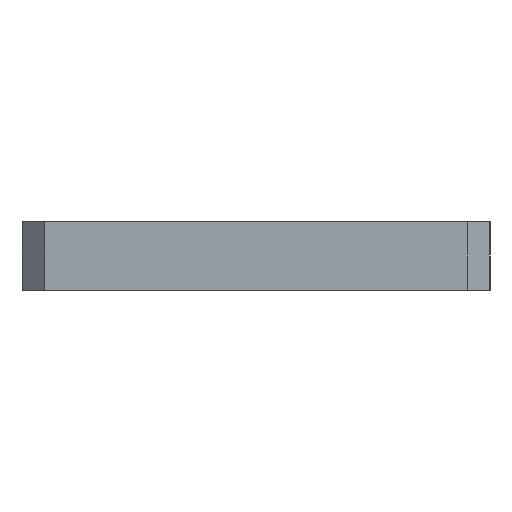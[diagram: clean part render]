
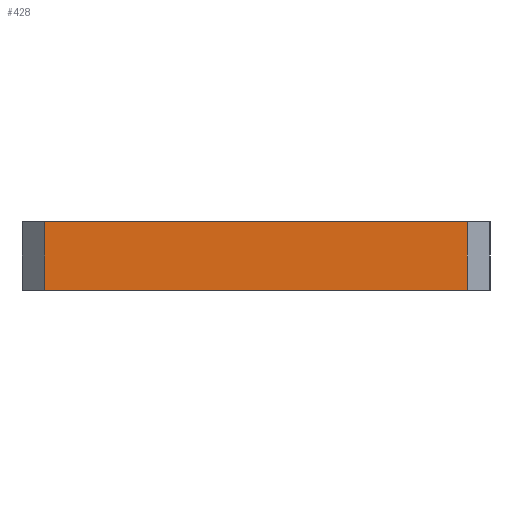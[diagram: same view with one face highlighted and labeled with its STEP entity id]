
A CAD part, left-side view. The second image highlights one B-rep face of the part: STEP entity #428.
In plain terms, the highlighted planar face has unit normal (-1, 0, 0).
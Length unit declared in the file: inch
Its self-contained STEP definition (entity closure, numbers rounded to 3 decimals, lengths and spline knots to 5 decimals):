
#18 = CARTESIAN_POINT ( 'NONE',  ( -1.075, 1.025, 0. ) ) ;
#33 = DIRECTION ( 'NONE',  ( 0., -1., 0. ) ) ;
#63 = ORIENTED_EDGE ( 'NONE', *, *, #710, .T. ) ;
#95 = ORIENTED_EDGE ( 'NONE', *, *, #682, .F. ) ;
#96 = ORIENTED_EDGE ( 'NONE', *, *, #706, .T. ) ;
#137 = LINE ( 'NONE', #18, #252 ) ;
#186 = EDGE_LOOP ( 'NONE', ( #63, #263, #95, #96 ) ) ;
#196 = FACE_OUTER_BOUND ( 'NONE', #186, .T. ) ;
#252 = VECTOR ( 'NONE', #33, 39.37008 ) ;
#263 = ORIENTED_EDGE ( 'NONE', *, *, #714, .T. ) ;
#279 = DIRECTION ( 'NONE',  ( 0., 0., -1. ) ) ;
#285 = CARTESIAN_POINT ( 'NONE',  ( -1.075, -0.925, -0.3 ) ) ;
#290 = DIRECTION ( 'NONE',  ( 0., 0., 1. ) ) ;
#297 = CARTESIAN_POINT ( 'NONE',  ( -1.075, 0.925, -0.3 ) ) ;
#302 = CARTESIAN_POINT ( 'NONE',  ( -1.075, 1.025, -0.3 ) ) ;
#303 = DIRECTION ( 'NONE',  ( 0., -1., 0. ) ) ;
#428 = ADVANCED_FACE ( 'NONE', ( #196 ), #514, .T. ) ;
#464 = VERTEX_POINT ( 'NONE', #808 ) ;
#466 = VERTEX_POINT ( 'NONE', #800 ) ;
#472 = VERTEX_POINT ( 'NONE', #809 ) ;
#473 = VERTEX_POINT ( 'NONE', #803 ) ;
#514 = PLANE ( 'NONE',  #745 ) ;
#517 = CARTESIAN_POINT ( 'NONE',  ( -1.075, 1.025, -0.3 ) ) ;
#520 = DIRECTION ( 'NONE',  ( -1., 0., 0. ) ) ;
#524 = DIRECTION ( 'NONE',  ( 0., -1., 0. ) ) ;
#630 = VECTOR ( 'NONE', #290, 39.37008 ) ;
#637 = LINE ( 'NONE', #297, #646 ) ;
#643 = VECTOR ( 'NONE', #303, 39.37008 ) ;
#646 = VECTOR ( 'NONE', #279, 39.37008 ) ;
#653 = LINE ( 'NONE', #302, #643 ) ;
#656 = LINE ( 'NONE', #285, #630 ) ;
#682 = EDGE_CURVE ( 'NONE', #464, #473, #137, .T. ) ;
#706 = EDGE_CURVE ( 'NONE', #464, #466, #637, .T. ) ;
#710 = EDGE_CURVE ( 'NONE', #466, #472, #653, .T. ) ;
#714 = EDGE_CURVE ( 'NONE', #472, #473, #656, .T. ) ;
#745 = AXIS2_PLACEMENT_3D ( 'NONE', #517, #520, #524 ) ;
#800 = CARTESIAN_POINT ( 'NONE',  ( -1.075, 0.925, -0.3 ) ) ;
#803 = CARTESIAN_POINT ( 'NONE',  ( -1.075, -0.925, 0. ) ) ;
#808 = CARTESIAN_POINT ( 'NONE',  ( -1.075, 0.925, 0. ) ) ;
#809 = CARTESIAN_POINT ( 'NONE',  ( -1.075, -0.925, -0.3 ) ) ;
